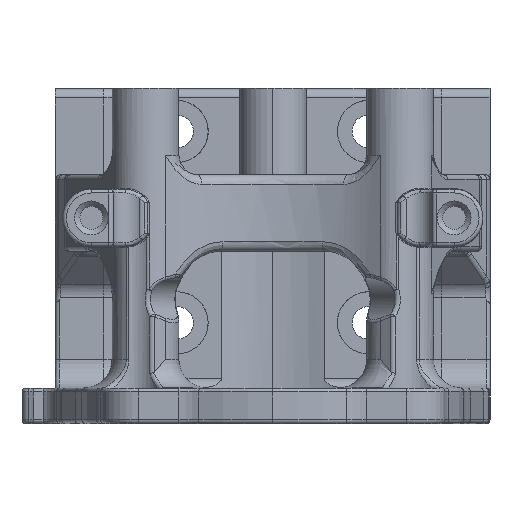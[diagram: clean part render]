
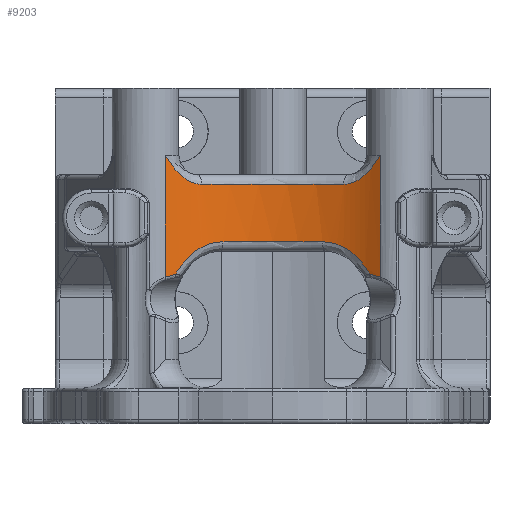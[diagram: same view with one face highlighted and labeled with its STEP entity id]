
A CAD part, front view. The second image highlights one B-rep face of the part: STEP entity #9203.
In plain terms, the highlighted cylindrical face has radius 19.085 mm (diameter 38.17 mm), a partial arc.
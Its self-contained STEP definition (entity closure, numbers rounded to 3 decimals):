
#217=B_SPLINE_CURVE_WITH_KNOTS('',3,(#15549,#15550,#15551,#15552,#15553),
 .UNSPECIFIED.,.F.,.F.,(4,1,4),(0.,0.296,
0.69),.UNSPECIFIED.);
#224=B_SPLINE_CURVE_WITH_KNOTS('',3,(#15617,#15618,#15619,#15620),
 .UNSPECIFIED.,.F.,.F.,(4,4),(-0.136,0.),
 .UNSPECIFIED.);
#225=B_SPLINE_CURVE_WITH_KNOTS('',3,(#15663,#15664,#15665,#15666,#15667,
#15668,#15669,#15670),.UNSPECIFIED.,.F.,.F.,(4,2,1,1,4),(-0.001,
0.,0.227,0.341,0.568),.UNSPECIFIED.);
#333=B_SPLINE_CURVE_WITH_KNOTS('',3,(#18457,#18458,#18459,#18460,#18461,
#18462,#18463,#18464),.UNSPECIFIED.,.F.,.F.,(4,2,1,1,4),(-0.001,
0.,0.227,0.341,0.568),.UNSPECIFIED.);
#334=B_SPLINE_CURVE_WITH_KNOTS('',3,(#18466,#18467,#18468,#18469),
 .UNSPECIFIED.,.F.,.F.,(4,4),(-0.136,0.),
 .UNSPECIFIED.);
#335=B_SPLINE_CURVE_WITH_KNOTS('',3,(#18470,#18471,#18472,#18473,#18474),
 .UNSPECIFIED.,.F.,.F.,(4,1,4),(0.,0.296,
0.69),.UNSPECIFIED.);
#1054=FACE_OUTER_BOUND('',#1683,.T.);
#1683=EDGE_LOOP('',(#7524,#7525,#7526,#7527,#7528,#7529,#7530,#7531,#7532,
#7533));
#2120=LINE('',#14877,#2579);
#2254=LINE('',#18157,#2713);
#2579=VECTOR('',#11389,10.);
#2713=VECTOR('',#12345,10.);
#3329=CIRCLE('',#10217,19.085);
#3330=CIRCLE('',#10218,19.085);
#3930=VERTEX_POINT('',#14874);
#3931=VERTEX_POINT('',#14876);
#3991=VERTEX_POINT('',#15517);
#3992=VERTEX_POINT('',#15548);
#3998=VERTEX_POINT('',#15661);
#4166=VERTEX_POINT('',#18150);
#4167=VERTEX_POINT('',#18156);
#4201=VERTEX_POINT('',#18453);
#4202=VERTEX_POINT('',#18455);
#4203=VERTEX_POINT('',#18465);
#4833=EDGE_CURVE('',#3930,#3931,#2120,.T.);
#4949=EDGE_CURVE('',#3992,#3991,#217,.T.);
#4958=EDGE_CURVE('',#3991,#3931,#224,.T.);
#4960=EDGE_CURVE('',#3930,#3998,#225,.T.);
#5319=EDGE_CURVE('',#4167,#4166,#2254,.T.);
#5377=EDGE_CURVE('',#4201,#3992,#3329,.T.);
#5378=EDGE_CURVE('',#4202,#3998,#3330,.T.);
#5379=EDGE_CURVE('',#4167,#4202,#333,.T.);
#5380=EDGE_CURVE('',#4203,#4166,#334,.T.);
#5381=EDGE_CURVE('',#4201,#4203,#335,.T.);
#7524=ORIENTED_EDGE('',*,*,#5377,.T.);
#7525=ORIENTED_EDGE('',*,*,#4949,.T.);
#7526=ORIENTED_EDGE('',*,*,#4958,.T.);
#7527=ORIENTED_EDGE('',*,*,#4833,.F.);
#7528=ORIENTED_EDGE('',*,*,#4960,.T.);
#7529=ORIENTED_EDGE('',*,*,#5378,.F.);
#7530=ORIENTED_EDGE('',*,*,#5379,.F.);
#7531=ORIENTED_EDGE('',*,*,#5319,.T.);
#7532=ORIENTED_EDGE('',*,*,#5380,.F.);
#7533=ORIENTED_EDGE('',*,*,#5381,.F.);
#8782=CYLINDRICAL_SURFACE('',#10216,19.085);
#9203=ADVANCED_FACE('',(#1054),#8782,.F.);
#10216=AXIS2_PLACEMENT_3D('',#18452,#12455,#12456);
#10217=AXIS2_PLACEMENT_3D('',#18454,#12457,#12458);
#10218=AXIS2_PLACEMENT_3D('',#18456,#12459,#12460);
#11389=DIRECTION('',(0.,0.,-1.));
#12345=DIRECTION('',(0.,0.,-1.));
#12455=DIRECTION('center_axis',(0.,0.,-1.));
#12456=DIRECTION('ref_axis',(0.634,0.773,0.));
#12457=DIRECTION('center_axis',(0.,0.,
-1.));
#12458=DIRECTION('ref_axis',(0.,1.,0.));
#12459=DIRECTION('center_axis',(0.,0.,
-1.));
#12460=DIRECTION('ref_axis',(0.,1.,0.));
#14874=CARTESIAN_POINT('',(56.043,95.171,81.117));
#14876=CARTESIAN_POINT('',(56.043,95.171,68.414));
#14877=CARTESIAN_POINT('',(56.043,95.171,79.117));
#15517=CARTESIAN_POINT('',(54.973,95.896,68.722));
#15548=CARTESIAN_POINT('',(50.004,98.109,72.117));
#15549=CARTESIAN_POINT('Ctrl Pts',(50.004,98.109,72.117));
#15550=CARTESIAN_POINT('Ctrl Pts',(50.905,97.854,72.117));
#15551=CARTESIAN_POINT('Ctrl Pts',(52.958,97.084,71.464));
#15552=CARTESIAN_POINT('Ctrl Pts',(54.334,96.299,69.775));
#15553=CARTESIAN_POINT('Ctrl Pts',(54.973,95.896,68.722));
#15617=CARTESIAN_POINT('Ctrl Pts',(54.973,95.896,68.722));
#15618=CARTESIAN_POINT('Ctrl Pts',(55.342,95.664,68.641));
#15619=CARTESIAN_POINT('Ctrl Pts',(55.698,95.422,68.537));
#15620=CARTESIAN_POINT('Ctrl Pts',(56.043,95.171,68.414));
#15661=CARTESIAN_POINT('',(52.221,97.331,78.117));
#15663=CARTESIAN_POINT('Ctrl Pts',(56.043,95.171,81.117));
#15664=CARTESIAN_POINT('Ctrl Pts',(56.041,95.172,81.115));
#15665=CARTESIAN_POINT('Ctrl Pts',(56.04,95.173,81.113));
#15666=CARTESIAN_POINT('Ctrl Pts',(55.658,95.45,80.537));
#15667=CARTESIAN_POINT('Ctrl Pts',(55.067,95.851,79.671));
#15668=CARTESIAN_POINT('Ctrl Pts',(53.836,96.578,78.511));
#15669=CARTESIAN_POINT('Ctrl Pts',(52.883,97.051,78.117));
#15670=CARTESIAN_POINT('Ctrl Pts',(52.221,97.331,78.117));
#18150=CARTESIAN_POINT('',(33.567,95.171,68.414));
#18156=CARTESIAN_POINT('',(33.567,95.171,81.117));
#18157=CARTESIAN_POINT('',(33.567,95.171,79.117));
#18452=CARTESIAN_POINT('Origin',(44.805,79.745,79.117));
#18453=CARTESIAN_POINT('',(39.606,98.109,72.117));
#18454=CARTESIAN_POINT('Origin',(44.805,79.745,72.117));
#18455=CARTESIAN_POINT('',(37.389,97.331,78.117));
#18456=CARTESIAN_POINT('Origin',(44.805,79.745,78.117));
#18457=CARTESIAN_POINT('Ctrl Pts',(33.567,95.171,81.117));
#18458=CARTESIAN_POINT('Ctrl Pts',(33.569,95.172,81.115));
#18459=CARTESIAN_POINT('Ctrl Pts',(33.57,95.173,81.113));
#18460=CARTESIAN_POINT('Ctrl Pts',(33.952,95.45,80.537));
#18461=CARTESIAN_POINT('Ctrl Pts',(34.543,95.851,79.671));
#18462=CARTESIAN_POINT('Ctrl Pts',(35.774,96.578,78.511));
#18463=CARTESIAN_POINT('Ctrl Pts',(36.727,97.051,78.117));
#18464=CARTESIAN_POINT('Ctrl Pts',(37.389,97.331,78.117));
#18465=CARTESIAN_POINT('',(34.637,95.896,68.722));
#18466=CARTESIAN_POINT('Ctrl Pts',(34.637,95.896,68.722));
#18467=CARTESIAN_POINT('Ctrl Pts',(34.268,95.664,68.641));
#18468=CARTESIAN_POINT('Ctrl Pts',(33.912,95.422,68.537));
#18469=CARTESIAN_POINT('Ctrl Pts',(33.567,95.171,68.414));
#18470=CARTESIAN_POINT('Ctrl Pts',(39.606,98.109,72.117));
#18471=CARTESIAN_POINT('Ctrl Pts',(38.705,97.854,72.117));
#18472=CARTESIAN_POINT('Ctrl Pts',(36.652,97.084,71.464));
#18473=CARTESIAN_POINT('Ctrl Pts',(35.276,96.299,69.775));
#18474=CARTESIAN_POINT('Ctrl Pts',(34.637,95.896,68.722));
